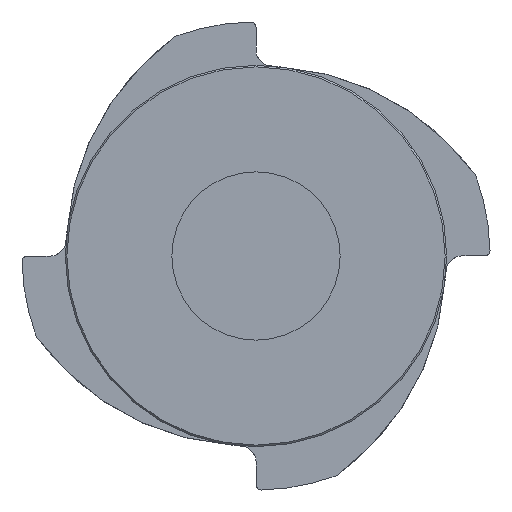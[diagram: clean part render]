
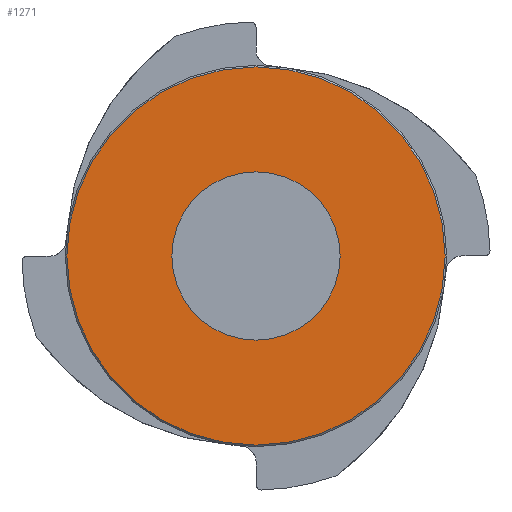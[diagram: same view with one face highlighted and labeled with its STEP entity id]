
A CAD part, front view. The second image highlights one B-rep face of the part: STEP entity #1271.
In plain terms, the highlighted planar face has unit normal (0, -1, 0).
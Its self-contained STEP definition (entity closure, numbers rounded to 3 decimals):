
#121=CARTESIAN_POINT('',(16.0,0.,0.));
#122=VERTEX_POINT('',#121);
#123=CARTESIAN_POINT('',(0.0,0.,0.));
#124=DIRECTION('',(0.0,1.0,0.0));
#125=DIRECTION('',(-1.0,0.0,0.0));
#126=AXIS2_PLACEMENT_3D('',#123,#124,#125);
#127=CIRCLE('',#126,16.0);
#128=EDGE_CURVE('',#122,#122,#127,.T.);
#1217=CARTESIAN_POINT('',(0.,0.,35.95));
#1218=VERTEX_POINT('',#1217);
#1219=CARTESIAN_POINT('',(0.0,0.,0.));
#1220=DIRECTION('',(0.0,1.0,0.0));
#1221=DIRECTION('',(0.0,0.0,-1.0));
#1222=AXIS2_PLACEMENT_3D('',#1219,#1220,#1221);
#1223=CIRCLE('',#1222,35.95);
#1224=EDGE_CURVE('',#1218,#1218,#1223,.T.);
#1260=CARTESIAN_POINT('',(0.0,0.0,18.125));
#1261=DIRECTION('',(0.0,-1.0,0.0));
#1262=DIRECTION('',(0.0,0.0,-1.0));
#1263=AXIS2_PLACEMENT_3D('',#1260,#1261,#1262);
#1264=PLANE('',#1263);
#1265=ORIENTED_EDGE('',*,*,#1224,.F.);
#1266=EDGE_LOOP('',(#1265));
#1267=FACE_OUTER_BOUND('',#1266,.T.);
#1268=ORIENTED_EDGE('',*,*,#128,.T.);
#1269=EDGE_LOOP('',(#1268));
#1270=FACE_BOUND('',#1269,.T.);
#1271=ADVANCED_FACE('',(#1267,#1270),#1264,.T.);
